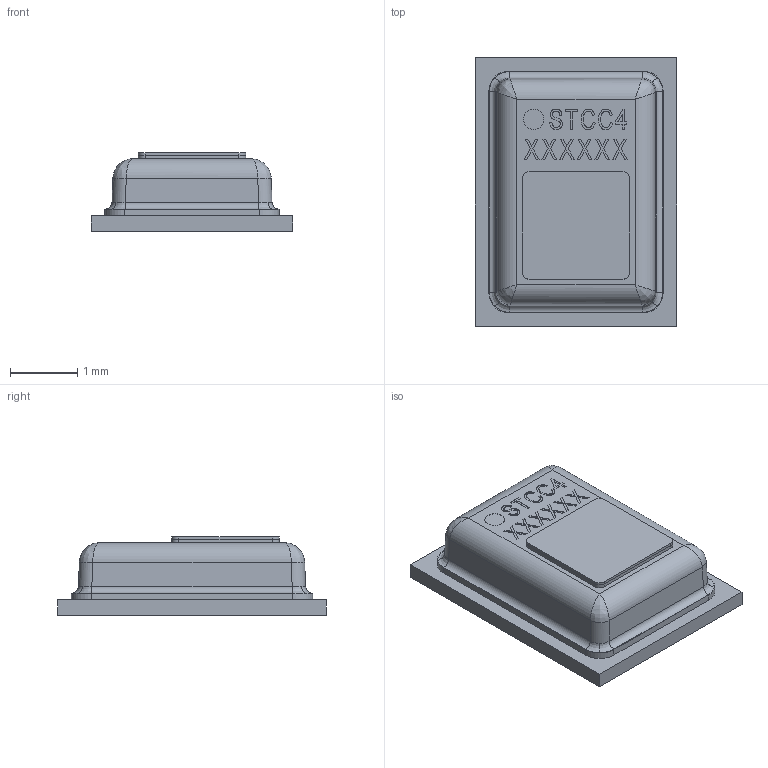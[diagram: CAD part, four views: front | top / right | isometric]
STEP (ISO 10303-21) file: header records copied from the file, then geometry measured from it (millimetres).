
FILE_DESCRIPTION (( 'STEP AP214' ), '1' );
FILE_NAME ('167268.STEP', '2025-06-13T08:18:42', ( '' ), ( '' ), 'SwSTEP 2.0', 'SolidWorks 2023', '' );
FILE_SCHEMA (( 'AUTOMOTIVE_DESIGN' ));
Length unit declared in the file: millimetre
Products named in the file (9): 167449_Standard; 159608_00; 167268; 167450_Standard; Manoun_B01_BOARD_00; NYOS_BOND_8PADS_Nyos_ASIC-1_00; 167873_00; 167872_00; 167874_00
Assembly tree (8 placements, depth 4):
  167268
    167874_00
      Manoun_B01_BOARD_00
      NYOS_BOND_8PADS_Nyos_ASIC-1_00
    167872_00
      159608_00
      167873_00
        167450_Standard
        167449_Standard
Bounding box: 3 x 4 x 1.17 mm (x, y, z)
Volume: 5.8 mm3; surface area: 79.6 mm2
Topology: 5 solids, 5 shells, 435 faces, 1102 edges, 716 vertices
Faces by surface type: plane 317, bspline 74, cylinder 44
Entity records: 18490 total; most frequent: CARTESIAN_POINT 5621, ORIENTED_EDGE 2188, DIRECTION 1764, EDGE_CURVE 1094, VECTOR 878, LINE 878, VERTEX_POINT 716, EDGE_LOOP 488
